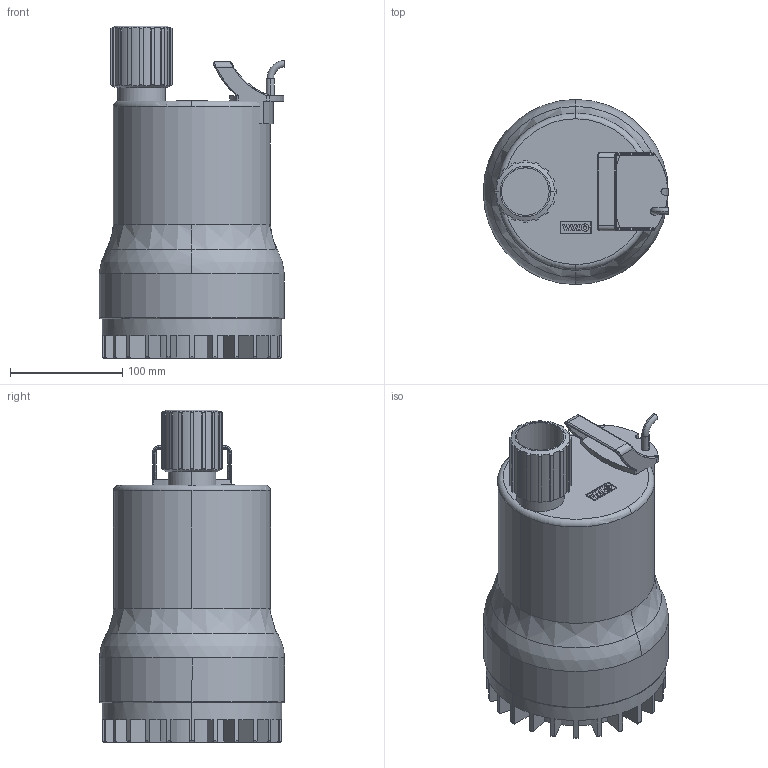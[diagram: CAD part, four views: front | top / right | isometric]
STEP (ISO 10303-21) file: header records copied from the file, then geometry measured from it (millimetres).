
FILE_DESCRIPTION((''),'2;1');
FILE_NAME('3d_TM32_8-10M-4048411.stp','2012-09-21T10:10:51',(''),(''),'Mechanical Desktop 2009','Mechanical Desktop 2009',', , ');
FILE_SCHEMA(('CONFIG_CONTROL_DESIGN'));
Length unit declared in the file: millimetre
Products named in the file (1): Product
Bounding box: 165.34 x 165 x 296 mm (x, y, z)
Volume: 4027348.8 mm3; surface area: 243422.3 mm2
Topology: 9 solids, 9 shells, 325 faces, 895 edges, 587 vertices
Faces by surface type: plane 174, cylinder 87, torus 38, bspline 22, cone 4
Entity records: 11818 total; most frequent: CARTESIAN_POINT 3586, ORIENTED_EDGE 1790, DIRECTION 1659, EDGE_CURVE 895, AXIS2_PLACEMENT_3D 614, VERTEX_POINT 587, VECTOR 431, LINE 431
